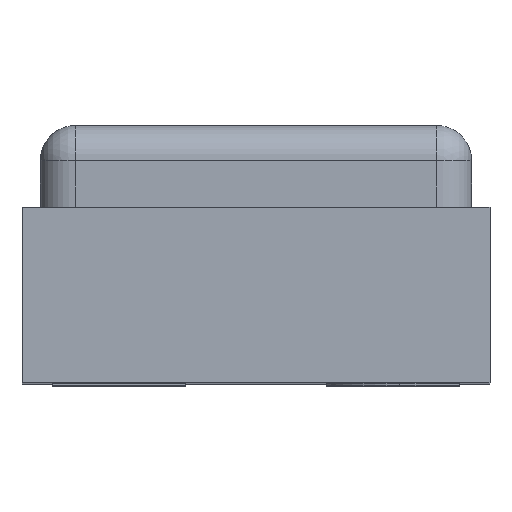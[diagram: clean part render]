
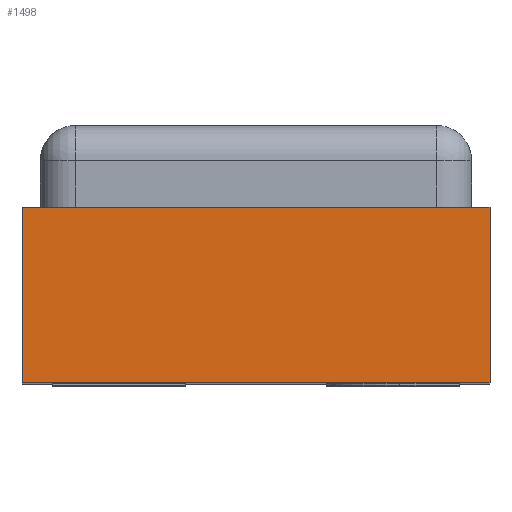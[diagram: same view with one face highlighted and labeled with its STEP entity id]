
A CAD part, top view. The second image highlights one B-rep face of the part: STEP entity #1498.
In plain terms, the highlighted planar face has unit normal (0, 0, 1).
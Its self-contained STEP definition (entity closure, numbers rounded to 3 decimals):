
#136 = VECTOR ( 'NONE', #2367, 1000. ) ;
#188 = CARTESIAN_POINT ( 'NONE',  ( 1., 0.75, 2. ) ) ;
#300 = VERTEX_POINT ( 'NONE', #1981 ) ;
#331 = CARTESIAN_POINT ( 'NONE',  ( -1., 0.75, 2. ) ) ;
#355 = VERTEX_POINT ( 'NONE', #488 ) ;
#488 = CARTESIAN_POINT ( 'NONE',  ( -1., 0.75, 2. ) ) ;
#530 = CARTESIAN_POINT ( 'NONE',  ( -1., 0.75, 2. ) ) ;
#534 = ORIENTED_EDGE ( 'NONE', *, *, #2018, .F. ) ;
#563 = LINE ( 'NONE', #2235, #1900 ) ;
#946 = DIRECTION ( 'NONE',  ( 1., 0., 0. ) ) ;
#987 = EDGE_CURVE ( 'NONE', #355, #2229, #1794, .T. ) ;
#1077 = ORIENTED_EDGE ( 'NONE', *, *, #1134, .F. ) ;
#1134 = EDGE_CURVE ( 'NONE', #1732, #300, #1290, .T. ) ;
#1290 = LINE ( 'NONE', #2221, #2024 ) ;
#1382 = CARTESIAN_POINT ( 'NONE',  ( -1., 0., 2. ) ) ;
#1392 = ORIENTED_EDGE ( 'NONE', *, *, #987, .T. ) ;
#1498 = ADVANCED_FACE ( 'NONE', ( #1973 ), #1565, .F. ) ;
#1565 = PLANE ( 'NONE',  #1731 ) ;
#1581 = CARTESIAN_POINT ( 'NONE',  ( -1., 0.75, 2. ) ) ;
#1594 = EDGE_LOOP ( 'NONE', ( #2240, #1077, #534, #1392 ) ) ;
#1731 = AXIS2_PLACEMENT_3D ( 'NONE', #1581, #2336, #2323 ) ;
#1732 = VERTEX_POINT ( 'NONE', #188 ) ;
#1794 = LINE ( 'NONE', #331, #136 ) ;
#1900 = VECTOR ( 'NONE', #946, 1000. ) ;
#1973 = FACE_OUTER_BOUND ( 'NONE', #1594, .T. ) ;
#1981 = CARTESIAN_POINT ( 'NONE',  ( 1., 0., 2. ) ) ;
#2018 = EDGE_CURVE ( 'NONE', #355, #1732, #2211, .T. ) ;
#2023 = DIRECTION ( 'NONE',  ( 1., 0., 0. ) ) ;
#2024 = VECTOR ( 'NONE', #2069, 1000. ) ;
#2069 = DIRECTION ( 'NONE',  ( 0., -1., 0. ) ) ;
#2211 = LINE ( 'NONE', #530, #2359 ) ;
#2221 = CARTESIAN_POINT ( 'NONE',  ( 1., 0.75, 2. ) ) ;
#2229 = VERTEX_POINT ( 'NONE', #1382 ) ;
#2235 = CARTESIAN_POINT ( 'NONE',  ( -1., 0., 2. ) ) ;
#2240 = ORIENTED_EDGE ( 'NONE', *, *, #2382, .T. ) ;
#2323 = DIRECTION ( 'NONE',  ( -1., 0., 0. ) ) ;
#2336 = DIRECTION ( 'NONE',  ( 0., 0., -1. ) ) ;
#2359 = VECTOR ( 'NONE', #2023, 1000. ) ;
#2367 = DIRECTION ( 'NONE',  ( 0., -1., 0. ) ) ;
#2382 = EDGE_CURVE ( 'NONE', #2229, #300, #563, .T. ) ;
